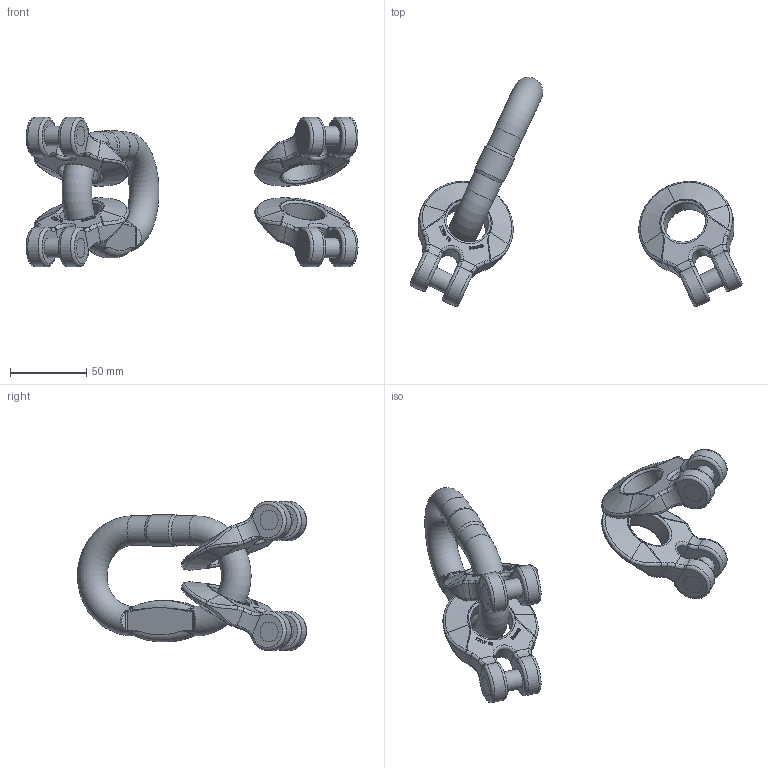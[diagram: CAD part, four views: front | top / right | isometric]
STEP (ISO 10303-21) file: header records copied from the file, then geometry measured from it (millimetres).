
FILE_DESCRIPTION(/* description */ (''),/* implementation_level */ '2;1');
FILE_NAME(/* name */ 'pewag_KAGW_4-10',/* time_stamp */ '2010-03-01T15:37:40+01:00',/* author */ (''),/* organization */ (''),/* preprocessor_version */ 'ST-DEVELOPER v9',/* originating_system */ 'UGS - NX 4.0',/* authorisation */ '');
FILE_SCHEMA (('AUTOMOTIVE_DESIGN { 1 0 10303 214 1 1 1 1 }'));
Length unit declared in the file: millimetre
Products named in the file (1): ritC3FEld8f
Bounding box: 218.15 x 150.67 x 98.2 mm (x, y, z)
Volume: 239508 mm3; surface area: 68988.5 mm2
Topology: 9 solids, 9 shells, 1097 faces, 2807 edges, 1788 vertices
Faces by surface type: plane 382, extrusion 348, bspline 182, torus 106, cylinder 77, cone 2
Full cylindrical faces by diameter (mm): 13 x12, 19.5 x2, 20.962 x1, 28 x4
Entity records: 41281 total; most frequent: CARTESIAN_POINT 17816, ORIENTED_EDGE 5540, DIRECTION 3340, EDGE_CURVE 2770, VERTEX_POINT 1784, B_SPLINE_CURVE_WITH_KNOTS 1698, VECTOR 1332, EDGE_LOOP 1216
